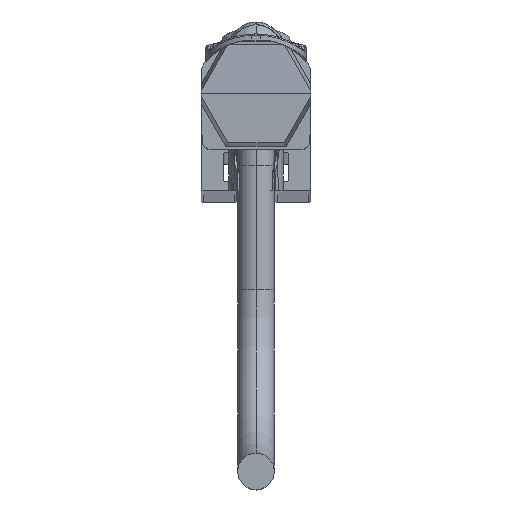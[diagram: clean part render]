
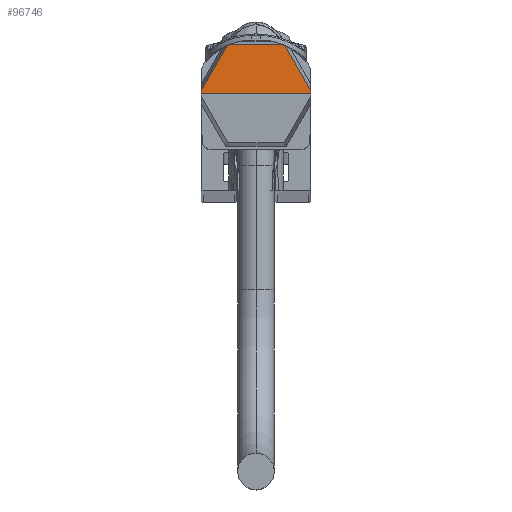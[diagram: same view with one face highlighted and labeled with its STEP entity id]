
A CAD part, top view. The second image highlights one B-rep face of the part: STEP entity #96746.
In plain terms, the highlighted planar face has unit normal (0, 0.018, 1).
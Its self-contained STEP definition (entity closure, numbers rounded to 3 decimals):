
#38802=CARTESIAN_POINT('',(3.161,7.618,376.658));
#38835=CARTESIAN_POINT('',(2.928,7.722,376.656));
#38836=CARTESIAN_POINT('',(3.006,7.689,376.657));
#38837=CARTESIAN_POINT('',(3.084,7.654,376.657));
#38838=CARTESIAN_POINT('',(3.161,7.618,376.658));
#38840=DIRECTION('',(-0.497,0.868,-0.015));
#38841=VECTOR('',#38840,5.7);
#38842=CARTESIAN_POINT('',(5.994,2.673,376.744));
#38843=LINE('',#38842,#38841);
#38844=DIRECTION('',(-0.017,1.,-0.017));
#38845=VECTOR('',#38844,0.323);
#38846=CARTESIAN_POINT('',(6.,2.35,376.75));
#38847=LINE('',#38846,#38845);
#38848=DIRECTION('',(1.,0.,0.));
#38849=VECTOR('',#38848,12.);
#38850=CARTESIAN_POINT('',(-6.,2.35,376.75));
#38851=LINE('',#38850,#38849);
#38852=DIRECTION('',(0.017,1.,-0.017));
#38853=VECTOR('',#38852,0.323);
#38854=CARTESIAN_POINT('',(-6.,2.35,376.75));
#38855=LINE('',#38854,#38853);
#38856=DIRECTION('',(-0.497,-0.868,0.015));
#38857=VECTOR('',#38856,5.7);
#38858=CARTESIAN_POINT('',(-3.161,7.618,
376.658));
#38859=LINE('',#38858,#38857);
#38860=CARTESIAN_POINT('',(-3.161,7.618,
376.658));
#38861=CARTESIAN_POINT('',(-3.084,7.654,
376.657));
#38862=CARTESIAN_POINT('',(-3.006,7.689,
376.657));
#38863=CARTESIAN_POINT('',(-2.927,7.722,
376.656));
#38865=DIRECTION('',(-1.,0.,0.));
#38866=VECTOR('',#38865,5.855);
#38867=CARTESIAN_POINT('',(2.928,7.722,376.656));
#38868=LINE('',#38867,#38866);
#40612=CARTESIAN_POINT('',(2.928,7.722,376.656));
#40618=CARTESIAN_POINT('',(-2.927,7.722,
376.656));
#40628=CARTESIAN_POINT('',(-3.161,7.618,
376.658));
#41569=CARTESIAN_POINT('',(-6.,2.35,376.75));
#41570=VERTEX_POINT('',#41569);
#41571=CARTESIAN_POINT('',(6.,2.35,376.75));
#41572=VERTEX_POINT('',#41571);
#41581=VERTEX_POINT('',#38802);
#41584=CARTESIAN_POINT('',(5.994,2.673,376.744));
#41586=VERTEX_POINT('',#41584);
#41587=VERTEX_POINT('',#40628);
#41590=CARTESIAN_POINT('',(-5.994,2.673,
376.744));
#41592=VERTEX_POINT('',#41590);
#41597=VERTEX_POINT('',#40612);
#41599=VERTEX_POINT('',#40618);
#96726=CARTESIAN_POINT('',(-6.64,2.35,376.75));
#96727=DIRECTION('',(0.,0.017,1.));
#96728=DIRECTION('',(1.,0.,0.));
#96729=AXIS2_PLACEMENT_3D('',#96726,#96727,#96728);
#96730=PLANE('',#96729);
#96731=ORIENTED_EDGE('',*,*,#96687,.T.);
#96732=ORIENTED_EDGE('',*,*,#96674,.F.);
#96733=ORIENTED_EDGE('',*,*,#96659,.F.);
#96735=ORIENTED_EDGE('',*,*,#96734,.F.);
#96737=ORIENTED_EDGE('',*,*,#96736,.T.);
#96739=ORIENTED_EDGE('',*,*,#96738,.F.);
#96741=ORIENTED_EDGE('',*,*,#96740,.T.);
#96743=ORIENTED_EDGE('',*,*,#96742,.F.);
#96744=EDGE_LOOP('',(#96731,#96732,#96733,#96735,#96737,#96739,#96741,#96743));
#96745=FACE_OUTER_BOUND('',#96744,.F.);
#96746=ADVANCED_FACE('',(#96745),#96730,.T.);
#38839=B_SPLINE_CURVE_WITH_KNOTS('',3,(#38835,#38836,#38837,#38838),
.UNSPECIFIED.,.F.,.F.,(4,4),(0.,1.),.UNSPECIFIED.);
#38864=B_SPLINE_CURVE_WITH_KNOTS('',3,(#38860,#38861,#38862,#38863),
.UNSPECIFIED.,.F.,.F.,(4,4),(0.,1.),.UNSPECIFIED.);
#96659=EDGE_CURVE('',#41572,#41586,#38847,.T.);
#96674=EDGE_CURVE('',#41586,#41581,#38843,.T.);
#96687=EDGE_CURVE('',#41597,#41581,#38839,.T.);
#96734=EDGE_CURVE('',#41570,#41572,#38851,.T.);
#96736=EDGE_CURVE('',#41570,#41592,#38855,.T.);
#96738=EDGE_CURVE('',#41587,#41592,#38859,.T.);
#96740=EDGE_CURVE('',#41587,#41599,#38864,.T.);
#96742=EDGE_CURVE('',#41597,#41599,#38868,.T.);
